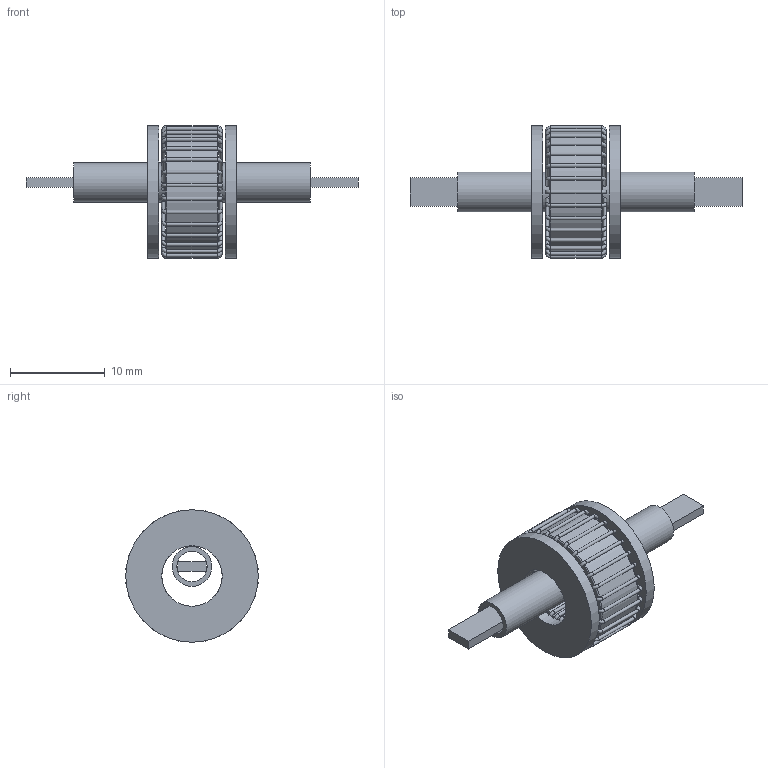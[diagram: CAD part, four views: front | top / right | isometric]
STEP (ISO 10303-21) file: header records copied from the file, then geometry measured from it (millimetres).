
FILE_DESCRIPTION(/* description */ (''),/* implementation_level */ '2;1');
FILE_NAME(/* name */ 'XFMR_CERN_HCRAMPO001.stp',/* time_stamp */ '2017-07-20T11:19:24+02:00',/* author */ ('jchouvet'),/* organization */ (''),/* preprocessor_version */ 'ST-DEVELOPER v16.1',/* originating_system */ 'AutoCAD Mechanical',/* authorisation */ '');
FILE_SCHEMA (('AUTOMOTIVE_DESIGN { 1 0 10303 214 3 1 1 }'));
Length unit declared in the file: millimetre
Products named in the file (1): Product
Bounding box: 35.1 x 14 x 14.05 mm (x, y, z)
Volume: 1120.6 mm3; surface area: 2669.6 mm2
Topology: 35 solids, 35 shells, 266 faces, 713 edges, 616 vertices
Faces by surface type: cylinder 128, torus 124, plane 14
Full cylindrical faces by diameter (mm): 0.35 x120, 3.2 x1, 4.2 x1, 6.4 x2, 7.25 x1, 13.15 x1, 14 x2
Entity records: 7095 total; most frequent: CARTESIAN_POINT 1382, DIRECTION 1299, AXIS2_PLACEMENT_3D 577, ORIENTED_EDGE 544, EDGE_LOOP 526, CIRCLE 310, EDGE_CURVE 272, VERTEX_POINT 268
